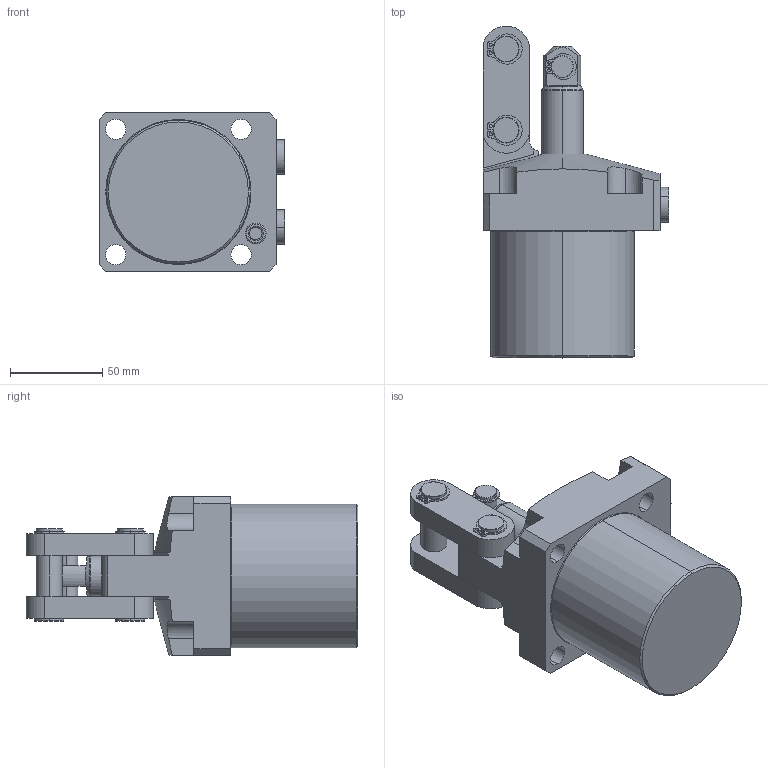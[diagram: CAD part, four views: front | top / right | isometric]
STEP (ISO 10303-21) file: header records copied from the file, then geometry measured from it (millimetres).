
FILE_DESCRIPTION (( 'STEP AP203' ), '1' );
FILE_NAME ('CLT16-F.step', '2014-05-27T00:43:49', ( 'pascal' ), ( 'Hewlett-Packard Company' ), 'SwSTEP 2.0', 'SolidWorks 2012', '' );
FILE_SCHEMA (( 'CONFIG_CONTROL_DESIGN' ));
Length unit declared in the file: millimetre
Products named in the file (5): CLT16-F_BODY; CLT16_ROD; CLT16_LINK; CLT16_PLUG; CLT16-F
Assembly tree (5 placements, depth 2):
  CLT16-F
    CLT16-F_BODY
    CLT16_ROD
    CLT16_LINK
    CLT16_PLUG  x2
Bounding box: 100.8 x 180 x 86 mm (x, y, z)
Volume: 669539.2 mm3; surface area: 75681.5 mm2
Topology: 5 solids, 6 shells, 270 faces, 646 edges, 414 vertices
Faces by surface type: plane 112, cylinder 111, torus 26, cone 21
Entity records: 8173 total; most frequent: CARTESIAN_POINT 1609, DIRECTION 1344, ORIENTED_EDGE 1200, EDGE_CURVE 600, AXIS2_PLACEMENT_3D 529, VERTEX_POINT 386, EDGE_LOOP 290, LINE 286
